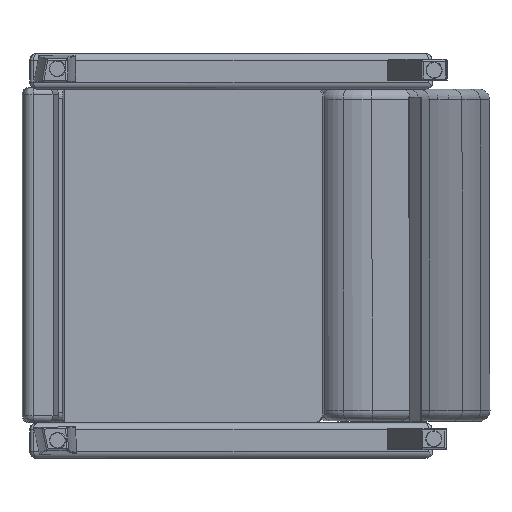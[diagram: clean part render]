
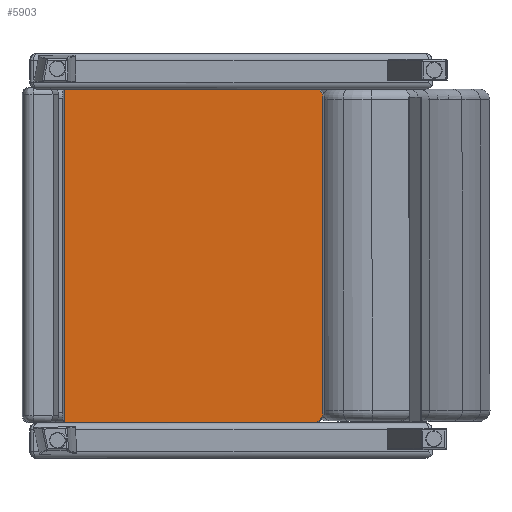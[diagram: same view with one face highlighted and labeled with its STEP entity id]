
A CAD part, front view. The second image highlights one B-rep face of the part: STEP entity #5903.
In plain terms, the highlighted face is planar.
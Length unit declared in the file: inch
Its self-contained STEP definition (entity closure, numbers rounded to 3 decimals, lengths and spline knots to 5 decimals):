
#901=PLANE('',#6562);
#1092=FACE_OUTER_BOUND('',#1507,.T.);
#1507=EDGE_LOOP('',(#4398,#4399,#4400,#4401,#4402,#4403));
#1897=LINE('',#10215,#2232);
#1899=LINE('',#10219,#2234);
#1900=LINE('',#10221,#2235);
#1901=LINE('',#10223,#2236);
#2232=VECTOR('',#7660,0.3937);
#2234=VECTOR('',#7664,0.3937);
#2235=VECTOR('',#7665,0.3937);
#2236=VECTOR('',#7666,0.3937);
#2536=ELLIPSE('',#6555,0.75103,0.75);
#2537=ELLIPSE('',#6563,0.75103,0.75);
#2720=VERTEX_POINT('',#10194);
#2721=VERTEX_POINT('',#10196);
#2726=VERTEX_POINT('',#10214);
#2727=VERTEX_POINT('',#10218);
#2728=VERTEX_POINT('',#10220);
#2729=VERTEX_POINT('',#10222);
#3325=EDGE_CURVE('',#2720,#2721,#2536,.T.);
#3334=EDGE_CURVE('',#2721,#2726,#1897,.T.);
#3336=EDGE_CURVE('',#2727,#2720,#1899,.T.);
#3337=EDGE_CURVE('',#2727,#2728,#1900,.T.);
#3338=EDGE_CURVE('',#2729,#2728,#1901,.T.);
#3339=EDGE_CURVE('',#2726,#2729,#2537,.T.);
#4398=ORIENTED_EDGE('',*,*,#3325,.F.);
#4399=ORIENTED_EDGE('',*,*,#3336,.F.);
#4400=ORIENTED_EDGE('',*,*,#3337,.T.);
#4401=ORIENTED_EDGE('',*,*,#3338,.F.);
#4402=ORIENTED_EDGE('',*,*,#3339,.F.);
#4403=ORIENTED_EDGE('',*,*,#3334,.F.);
#5903=ADVANCED_FACE('',(#1092),#901,.T.);
#6555=AXIS2_PLACEMENT_3D('',#10197,#7640,#7641);
#6562=AXIS2_PLACEMENT_3D('',#10217,#7662,#7663);
#6563=AXIS2_PLACEMENT_3D('',#10224,#7667,#7668);
#7640=DIRECTION('center_axis',(0.,0.999,0.052));
#7641=DIRECTION('ref_axis',(0.,0.052,-0.999));
#7660=DIRECTION('',(-1.,0.,0.));
#7662=DIRECTION('center_axis',(0.,-0.999,-0.052));
#7663=DIRECTION('ref_axis',(0.,0.052,-0.999));
#7664=DIRECTION('',(0.,0.052,-0.999));
#7665=DIRECTION('',(-1.,0.,0.));
#7666=DIRECTION('',(0.,-0.052,0.999));
#7667=DIRECTION('center_axis',(0.,0.999,0.052));
#7668=DIRECTION('ref_axis',(0.,0.052,-0.999));
#10194=CARTESIAN_POINT('',(23.25,-0.4931,-9.39098));
#10196=CARTESIAN_POINT('',(22.5,-0.45408,-10.14099));
#10197=CARTESIAN_POINT('Origin',(22.5,-0.4931,-9.39098));
#10214=CARTESIAN_POINT('',(0.5,-0.45408,-10.14099));
#10215=CARTESIAN_POINT('',(0.,-0.45408,-10.14099));
#10217=CARTESIAN_POINT('Origin',(0.,-1.4261,8.54398));
#10218=CARTESIAN_POINT('',(23.25,-1.4261,8.54398));
#10219=CARTESIAN_POINT('',(23.25,-0.45408,-10.14099));
#10220=CARTESIAN_POINT('',(-0.25,-1.4261,8.54398));
#10221=CARTESIAN_POINT('',(0.,-1.4261,8.54398));
#10222=CARTESIAN_POINT('',(-0.25,-0.4931,-9.39098));
#10223=CARTESIAN_POINT('',(-0.25,-1.4261,8.54398));
#10224=CARTESIAN_POINT('Origin',(0.5,-0.4931,-9.39098));
